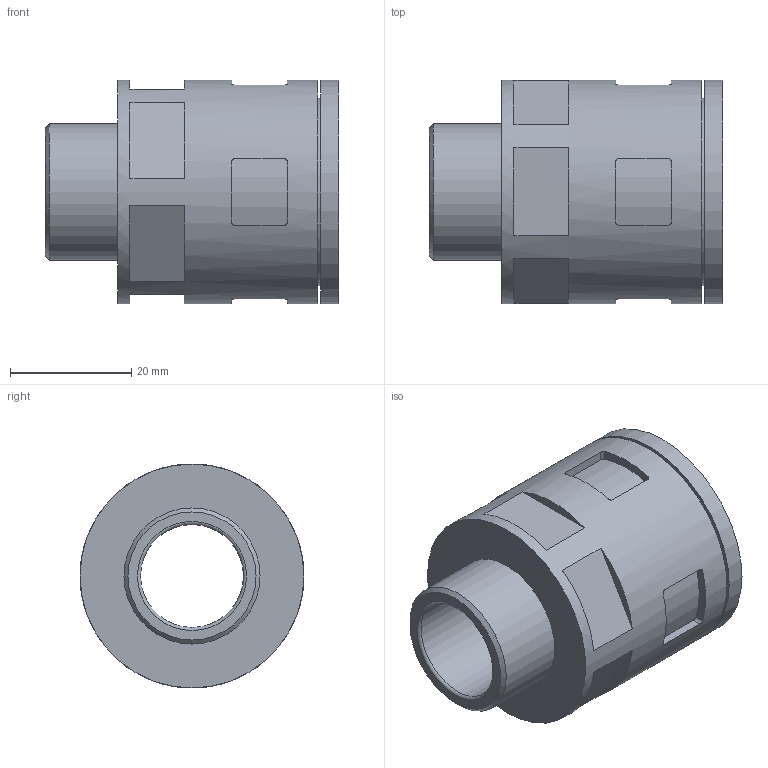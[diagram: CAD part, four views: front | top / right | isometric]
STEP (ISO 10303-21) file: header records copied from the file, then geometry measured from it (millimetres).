
FILE_DESCRIPTION( ( 'STEP AP203' ), '1' );
FILE_NAME( 'FLEXA RQG1-P 5020.062.208.stp', '2020-03-27T13:17:10', ( 'License CC BY-ND 4.0' ), ( 'CADENAS' ), ' ', 'PARTsolutions', ' ' );
FILE_SCHEMA( ( 'CONFIG_CONTROL_DESIGN' ) );
Length unit declared in the file: millimetre
Products named in the file (1): _FLEXA RQG1-P 5020.062.208
Bounding box: 48.5 x 37 x 37 mm (x, y, z)
Volume: 17231.2 mm3; surface area: 11776.5 mm2
Topology: 1 solids, 1 shells, 72 faces, 167 edges, 110 vertices
Faces by surface type: plane 41, cylinder 27, torus 3, cone 1
Full cylindrical faces by diameter (mm): 17 x1, 22.5 x1, 28.5 x1, 30.95 x1, 31 x1, 37 x2
Entity records: 2088 total; most frequent: CARTESIAN_POINT 489, DIRECTION 310, ORIENTED_EDGE 300, EDGE_CURVE 150, AXIS2_PLACEMENT_3D 119, VERTEX_POINT 106, EDGE_LOOP 100, FACE_OUTER_BOUND 82
